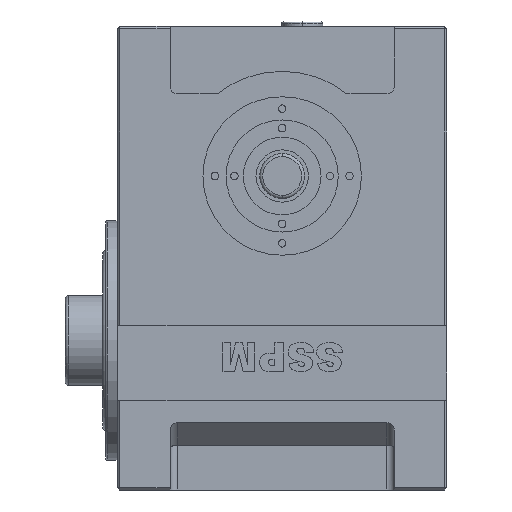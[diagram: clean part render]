
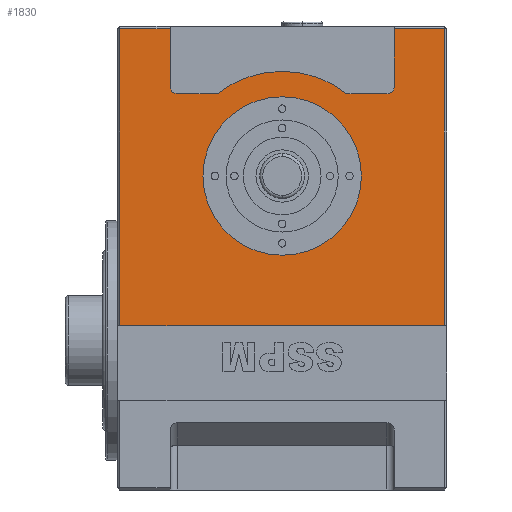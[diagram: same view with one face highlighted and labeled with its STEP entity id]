
A CAD part, left-side view. The second image highlights one B-rep face of the part: STEP entity #1830.
In plain terms, the highlighted planar face has unit normal (-1, 0, 0).
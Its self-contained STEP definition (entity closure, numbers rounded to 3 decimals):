
#161 = VERTEX_POINT ( 'NONE', #9253 ) ;
#279 = EDGE_CURVE ( 'NONE', #161, #10656, #7129, .T. ) ;
#312 = VECTOR ( 'NONE', #15467, 1000. ) ;
#411 = EDGE_CURVE ( 'NONE', #11564, #9179, #7543, .T. ) ;
#550 = LINE ( 'NONE', #8486, #952 ) ;
#597 = DIRECTION ( 'NONE',  ( 1., 0., 0. ) ) ;
#717 = CARTESIAN_POINT ( 'NONE',  ( -200., 110., -30. ) ) ;
#756 = CARTESIAN_POINT ( 'NONE',  ( -200., 218.5, -1.5 ) ) ;
#952 = VECTOR ( 'NONE', #4571, 1000. ) ;
#957 = EDGE_LOOP ( 'NONE', ( #12520, #14972 ) ) ;
#1102 = EDGE_CURVE ( 'NONE', #2938, #7793, #13776, .T. ) ;
#1189 = CARTESIAN_POINT ( 'NONE',  ( -200., 180., -45. ) ) ;
#1235 = CARTESIAN_POINT ( 'NONE',  ( -200., 153.301, -45. ) ) ;
#1408 = CARTESIAN_POINT ( 'NONE',  ( -200., 220., -1.5 ) ) ;
#1625 = ORIENTED_EDGE ( 'NONE', *, *, #6723, .F. ) ;
#1830 = ADVANCED_FACE ( 'NONE', ( #13146, #12554 ), #6101, .F. ) ;
#1939 = CARTESIAN_POINT ( 'NONE',  ( -200., 35., -40. ) ) ;
#2125 = EDGE_CURVE ( 'NONE', #7560, #12987, #5672, .T. ) ;
#2127 = EDGE_CURVE ( 'NONE', #15806, #10807, #14755, .T. ) ;
#2247 = CARTESIAN_POINT ( 'NONE',  ( -200., 110., -47. ) ) ;
#2269 = VECTOR ( 'NONE', #3845, 1000. ) ;
#2393 = ORIENTED_EDGE ( 'NONE', *, *, #411, .T. ) ;
#2575 = CARTESIAN_POINT ( 'NONE',  ( -200., 1.5, 0. ) ) ;
#2724 = CARTESIAN_POINT ( 'NONE',  ( -200., 220., -1.5 ) ) ;
#2938 = VERTEX_POINT ( 'NONE', #11024 ) ;
#2997 = EDGE_CURVE ( 'NONE', #8757, #7560, #4025, .T. ) ;
#3163 = EDGE_CURVE ( 'NONE', #12987, #14044, #9285, .T. ) ;
#3240 = AXIS2_PLACEMENT_3D ( 'NONE', #14495, #9297, #6643 ) ;
#3299 = CARTESIAN_POINT ( 'NONE',  ( -200., 1.5, -200. ) ) ;
#3328 = LINE ( 'NONE', #15919, #4319 ) ;
#3632 = DIRECTION ( 'NONE',  ( 0., 0., -1. ) ) ;
#3690 = VERTEX_POINT ( 'NONE', #1189 ) ;
#3707 = CARTESIAN_POINT ( 'NONE',  ( -200., 180., -40. ) ) ;
#3845 = DIRECTION ( 'NONE',  ( 0., 0., 1. ) ) ;
#3849 = CARTESIAN_POINT ( 'NONE',  ( -200., 40., -45. ) ) ;
#3882 = VECTOR ( 'NONE', #6240, 1000. ) ;
#4025 = LINE ( 'NONE', #11362, #6258 ) ;
#4319 = VECTOR ( 'NONE', #14690, 1000. ) ;
#4571 = DIRECTION ( 'NONE',  ( 0., 1., 0. ) ) ;
#4622 = CARTESIAN_POINT ( 'NONE',  ( -200., 220., 0. ) ) ;
#4718 = CIRCLE ( 'NONE', #14630, 5. ) ;
#4746 = VERTEX_POINT ( 'NONE', #15114 ) ;
#5251 = VERTEX_POINT ( 'NONE', #3849 ) ;
#5349 = DIRECTION ( 'NONE',  ( 0., 0., -1. ) ) ;
#5672 = LINE ( 'NONE', #2724, #10527 ) ;
#5756 = LINE ( 'NONE', #14175, #7178 ) ;
#5871 = DIRECTION ( 'NONE',  ( 1., 0., 0. ) ) ;
#5957 = EDGE_CURVE ( 'NONE', #10807, #2938, #14844, .T. ) ;
#6101 = PLANE ( 'NONE',  #11145 ) ;
#6240 = DIRECTION ( 'NONE',  ( 0., 0., -1. ) ) ;
#6258 = VECTOR ( 'NONE', #11423, 1000. ) ;
#6300 = DIRECTION ( 'NONE',  ( 0., 0., -1. ) ) ;
#6346 = CARTESIAN_POINT ( 'NONE',  ( -200., 35., 0. ) ) ;
#6442 = DIRECTION ( 'NONE',  ( 0., 1., 0. ) ) ;
#6643 = DIRECTION ( 'NONE',  ( 0., 0., -1. ) ) ;
#6723 = EDGE_CURVE ( 'NONE', #15806, #14044, #5756, .T. ) ;
#6790 = ORIENTED_EDGE ( 'NONE', *, *, #2127, .T. ) ;
#7013 = ORIENTED_EDGE ( 'NONE', *, *, #9362, .T. ) ;
#7129 = CIRCLE ( 'NONE', #16248, 53. ) ;
#7178 = VECTOR ( 'NONE', #6442, 1000. ) ;
#7532 = CARTESIAN_POINT ( 'NONE',  ( -200., 110., -100. ) ) ;
#7543 = CIRCLE ( 'NONE', #8447, 70. ) ;
#7560 = VERTEX_POINT ( 'NONE', #9573 ) ;
#7591 = DIRECTION ( 'NONE',  ( -1., 0., 0. ) ) ;
#7656 = CARTESIAN_POINT ( 'NONE',  ( -200., 110., -100. ) ) ;
#7704 = ORIENTED_EDGE ( 'NONE', *, *, #3163, .T. ) ;
#7793 = VERTEX_POINT ( 'NONE', #1939 ) ;
#7885 = ORIENTED_EDGE ( 'NONE', *, *, #13324, .T. ) ;
#7910 = AXIS2_PLACEMENT_3D ( 'NONE', #7656, #14043, #6300 ) ;
#8447 = AXIS2_PLACEMENT_3D ( 'NONE', #7532, #7591, #3632 ) ;
#8486 = CARTESIAN_POINT ( 'NONE',  ( -200., 180., -45. ) ) ;
#8747 = DIRECTION ( 'NONE',  ( 0., 0., -1. ) ) ;
#8757 = VERTEX_POINT ( 'NONE', #15555 ) ;
#8880 = DIRECTION ( 'NONE',  ( 1., 0., 0. ) ) ;
#8977 = ORIENTED_EDGE ( 'NONE', *, *, #2125, .T. ) ;
#9108 = ORIENTED_EDGE ( 'NONE', *, *, #2997, .T. ) ;
#9179 = VERTEX_POINT ( 'NONE', #1235 ) ;
#9253 = CARTESIAN_POINT ( 'NONE',  ( -200., 110., -153. ) ) ;
#9285 = LINE ( 'NONE', #13085, #11726 ) ;
#9297 = DIRECTION ( 'NONE',  ( -1., 0., 0. ) ) ;
#9362 = EDGE_CURVE ( 'NONE', #7793, #5251, #11913, .T. ) ;
#9573 = CARTESIAN_POINT ( 'NONE',  ( -200., 185., -1.5 ) ) ;
#10237 = DIRECTION ( 'NONE',  ( 0., 0., -1. ) ) ;
#10400 = ORIENTED_EDGE ( 'NONE', *, *, #14101, .T. ) ;
#10527 = VECTOR ( 'NONE', #15735, 1000. ) ;
#10656 = VERTEX_POINT ( 'NONE', #2247 ) ;
#10807 = VERTEX_POINT ( 'NONE', #11990 ) ;
#11024 = CARTESIAN_POINT ( 'NONE',  ( -200., 35., -1.5 ) ) ;
#11107 = CARTESIAN_POINT ( 'NONE',  ( -200., 218.5, -200. ) ) ;
#11145 = AXIS2_PLACEMENT_3D ( 'NONE', #4622, #5871, #13672 ) ;
#11200 = EDGE_CURVE ( 'NONE', #9179, #3690, #550, .T. ) ;
#11362 = CARTESIAN_POINT ( 'NONE',  ( -200., 185., 0. ) ) ;
#11423 = DIRECTION ( 'NONE',  ( 0., 0., 1. ) ) ;
#11431 = CIRCLE ( 'NONE', #7910, 53. ) ;
#11460 = DIRECTION ( 'NONE',  ( 1., 0., 0. ) ) ;
#11564 = VERTEX_POINT ( 'NONE', #717 ) ;
#11726 = VECTOR ( 'NONE', #5349, 1000. ) ;
#11913 = CIRCLE ( 'NONE', #14055, 5. ) ;
#11956 = ORIENTED_EDGE ( 'NONE', *, *, #5957, .T. ) ;
#11990 = CARTESIAN_POINT ( 'NONE',  ( -200., 1.5, -1.5 ) ) ;
#12520 = ORIENTED_EDGE ( 'NONE', *, *, #13041, .T. ) ;
#12554 = FACE_OUTER_BOUND ( 'NONE', #15843, .T. ) ;
#12687 = EDGE_CURVE ( 'NONE', #4746, #11564, #13651, .T. ) ;
#12987 = VERTEX_POINT ( 'NONE', #756 ) ;
#13041 = EDGE_CURVE ( 'NONE', #10656, #161, #11431, .T. ) ;
#13085 = CARTESIAN_POINT ( 'NONE',  ( -200., 218.5, -200. ) ) ;
#13146 = FACE_BOUND ( 'NONE', #957, .T. ) ;
#13324 = EDGE_CURVE ( 'NONE', #5251, #4746, #3328, .T. ) ;
#13412 = ORIENTED_EDGE ( 'NONE', *, *, #11200, .T. ) ;
#13651 = CIRCLE ( 'NONE', #3240, 70. ) ;
#13672 = DIRECTION ( 'NONE',  ( 0., 1., 0. ) ) ;
#13776 = LINE ( 'NONE', #6346, #3882 ) ;
#14043 = DIRECTION ( 'NONE',  ( 1., 0., 0. ) ) ;
#14044 = VERTEX_POINT ( 'NONE', #11107 ) ;
#14055 = AXIS2_PLACEMENT_3D ( 'NONE', #15392, #8880, #10237 ) ;
#14101 = EDGE_CURVE ( 'NONE', #3690, #8757, #4718, .T. ) ;
#14175 = CARTESIAN_POINT ( 'NONE',  ( -200., 0., -200. ) ) ;
#14495 = CARTESIAN_POINT ( 'NONE',  ( -200., 110., -100. ) ) ;
#14592 = DIRECTION ( 'NONE',  ( 0., 0., -1. ) ) ;
#14630 = AXIS2_PLACEMENT_3D ( 'NONE', #3707, #11460, #8747 ) ;
#14690 = DIRECTION ( 'NONE',  ( 0., 1., 0. ) ) ;
#14755 = LINE ( 'NONE', #2575, #2269 ) ;
#14844 = LINE ( 'NONE', #1408, #312 ) ;
#14897 = ORIENTED_EDGE ( 'NONE', *, *, #12687, .T. ) ;
#14972 = ORIENTED_EDGE ( 'NONE', *, *, #279, .T. ) ;
#15114 = CARTESIAN_POINT ( 'NONE',  ( -200., 66.699, -45. ) ) ;
#15392 = CARTESIAN_POINT ( 'NONE',  ( -200., 40., -40. ) ) ;
#15467 = DIRECTION ( 'NONE',  ( 0., 1., 0. ) ) ;
#15481 = ORIENTED_EDGE ( 'NONE', *, *, #1102, .T. ) ;
#15555 = CARTESIAN_POINT ( 'NONE',  ( -200., 185., -40. ) ) ;
#15735 = DIRECTION ( 'NONE',  ( 0., 1., 0. ) ) ;
#15806 = VERTEX_POINT ( 'NONE', #3299 ) ;
#15843 = EDGE_LOOP ( 'NONE', ( #1625, #6790, #11956, #15481, #7013, #7885, #14897, #2393, #13412, #10400, #9108, #8977, #7704 ) ) ;
#15919 = CARTESIAN_POINT ( 'NONE',  ( -200., 64.699, -45. ) ) ;
#15981 = CARTESIAN_POINT ( 'NONE',  ( -200., 110., -100. ) ) ;
#16248 = AXIS2_PLACEMENT_3D ( 'NONE', #15981, #597, #14592 ) ;
